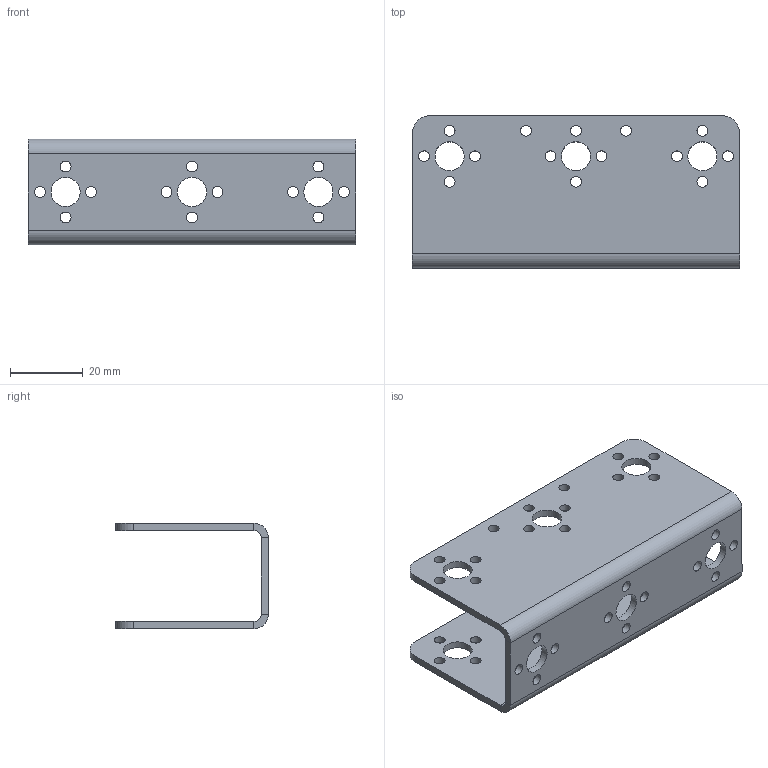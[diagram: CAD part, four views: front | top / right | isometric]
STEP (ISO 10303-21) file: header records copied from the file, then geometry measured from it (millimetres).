
FILE_DESCRIPTION(/* description */ (''),/* implementation_level */ '2;1');
FILE_NAME(/* name */ 'Servo Bracket - Long U_D‚faut_ipt_e6bb1f0a.STEP',/* time_stamp */ '2020-07-01T16:50:52-05:00',/* author */ ('Daniel Caycedo'),/* organization */ (''),/* preprocessor_version */ 'ST-DEVELOPER v16.5',/* originating_system */ 'Autodesk Inventor 2017',/* authorisation */ '');
FILE_SCHEMA (('AUTOMOTIVE_DESIGN { 1 0 10303 214 3 1 1 }'));
Length unit declared in the file: millimetre
Products named in the file (1): Servo Bracket - Long U_D‚faut
Bounding box: 90 x 42 x 29 mm (x, y, z)
Volume: 17643.3 mm3; surface area: 19618.2 mm2
Topology: 1 solids, 1 shells, 75 faces, 203 edges, 130 vertices
Faces by surface type: cylinder 57, plane 18
Full cylindrical faces by diameter (mm): 3 x40, 8 x9
Entity records: 2385 total; most frequent: DIRECTION 420, CARTESIAN_POINT 360, ORIENTED_EDGE 308, EDGE_LOOP 222, AXIS2_PLACEMENT_3D 190, EDGE_CURVE 154, FACE_BOUND 147, VERTEX_POINT 130
